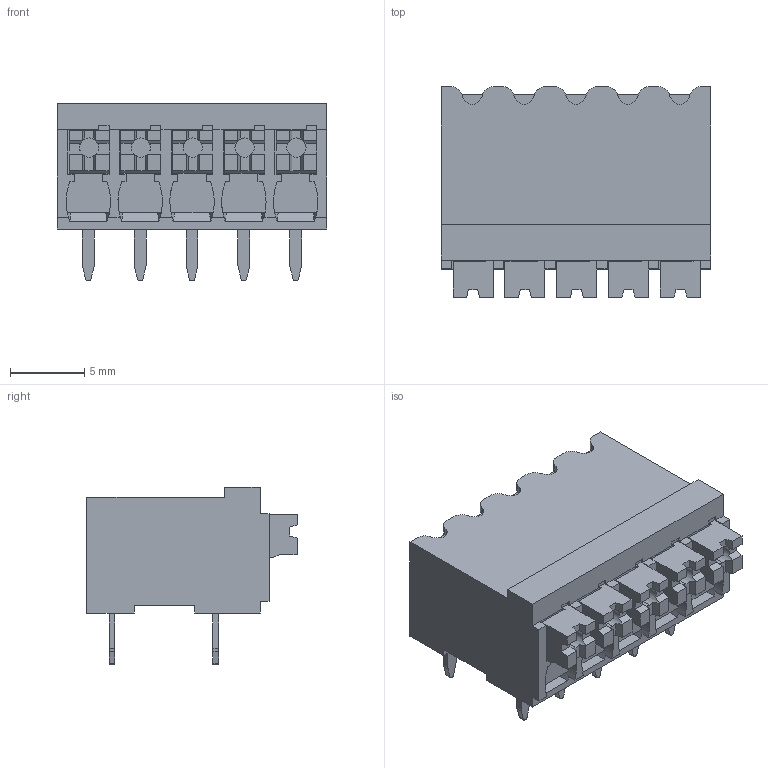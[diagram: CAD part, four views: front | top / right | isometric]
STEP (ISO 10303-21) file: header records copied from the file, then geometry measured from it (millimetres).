
FILE_DESCRIPTION(('FreeCAD Model'),'2;1');
FILE_NAME('Open CASCADE Shape Model','2025-08-05T08:32:59',( 'kicad StepUp'),('ksu MCAD'),'Open CASCADE STEP processor 7.7', 'FreeCAD','Unknown');
FILE_SCHEMA(('AUTOMOTIVE_DESIGN { 1 0 10303 214 1 1 1 1 }'));
Length unit declared in the file: millimetre
Products named in the file (1): TBLH10_350_05
Bounding box: 18.2 x 14.2 x 12 mm (x, y, z)
Volume: 1617 mm3; surface area: 1454 mm2
Topology: 11 solids, 11 shells, 526 faces, 1497 edges, 988 vertices
Faces by surface type: plane 431, cylinder 85, bspline 10
Entity records: 17379 total; most frequent: CARTESIAN_POINT 3620, ORIENTED_EDGE 2994, DIRECTION 2635, EDGE_CURVE 1497, LINE 1161, VECTOR 1161, VERTEX_POINT 988, AXIS2_PLACEMENT_3D 737
